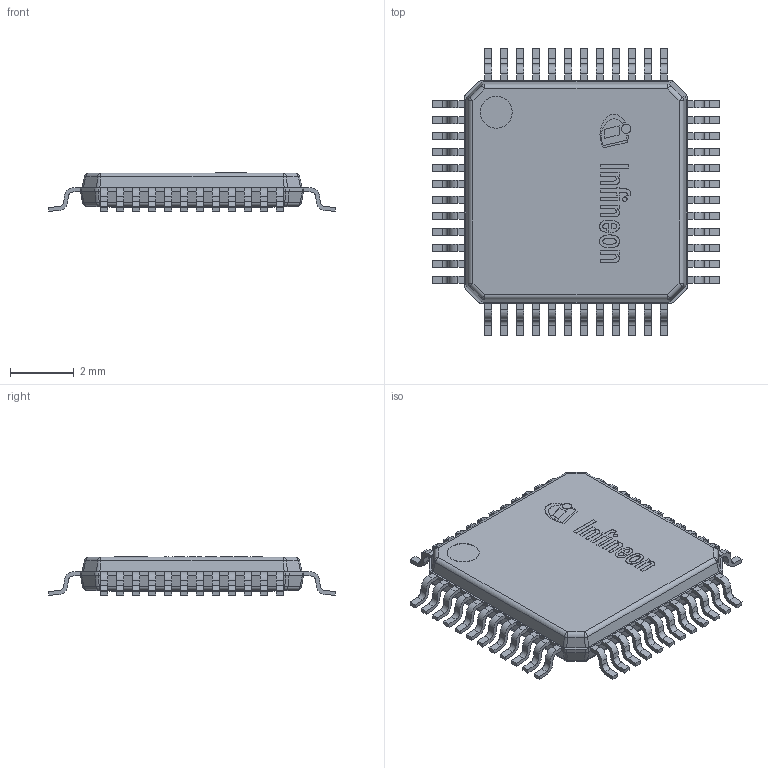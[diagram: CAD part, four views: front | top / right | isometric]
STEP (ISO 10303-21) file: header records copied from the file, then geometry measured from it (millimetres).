
FILE_DESCRIPTION(/* description */ (''),/* implementation_level */ '2;1');
FILE_NAME(/* name */ 'PG-TQFP-48-10_Z8B00173594_5x5_V03_3D.stp',/* time_stamp */ '2020-02-10T18:18:36+06:00',/* author */ ('janartha'),/* organization */ (''),/* preprocessor_version */ 'ST-DEVELOPER v16.13',/* originating_system */ 'AutoCAD Mechanical',/* authorisation */ '');
FILE_SCHEMA (('AUTOMOTIVE_DESIGN { 1 0 10303 214 3 1 1 }'));
Length unit declared in the file: millimetre
Products named in the file (1): Product
Bounding box: 9 x 9 x 1.21 mm (x, y, z)
Volume: 51.2 mm3; surface area: 417.8 mm2
Topology: 65 solids, 65 shells, 1001 faces, 2559 edges, 1690 vertices
Faces by surface type: plane 635, cylinder 350, sphere 16
Full cylindrical faces by diameter (mm): 0.142 x1, 0.293 x1, 1 x2
Entity records: 30235 total; most frequent: DIRECTION 5259, CARTESIAN_POINT 5247, ORIENTED_EDGE 5110, EDGE_CURVE 2555, LINE 1855, VECTOR 1855, AXIS2_PLACEMENT_3D 1702, VERTEX_POINT 1690
